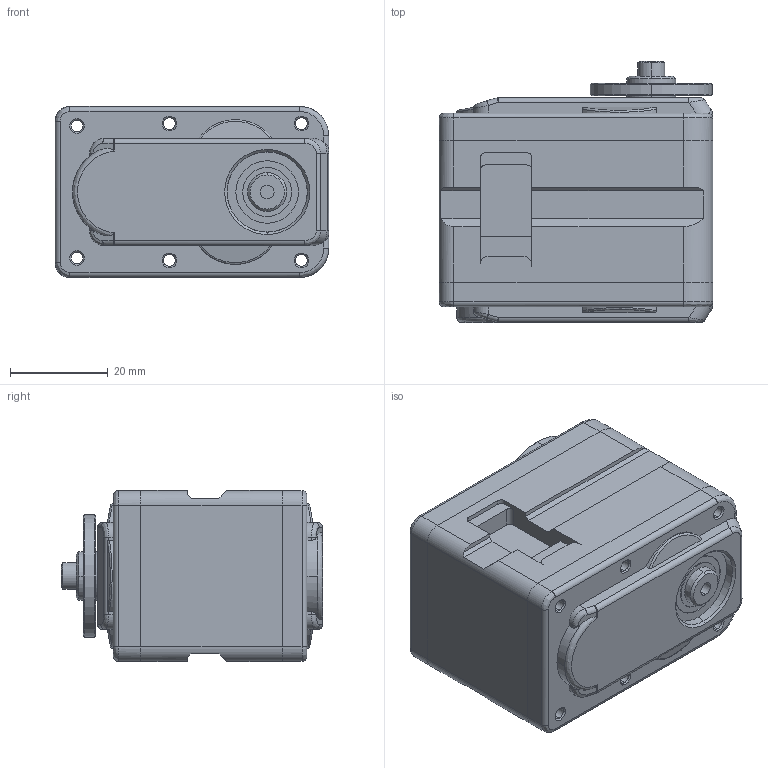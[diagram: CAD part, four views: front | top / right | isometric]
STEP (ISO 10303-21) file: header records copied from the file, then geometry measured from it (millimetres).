
FILE_DESCRIPTION (( 'STEP AP214' ), '1' );
FILE_NAME ('DSR-060X.step', '2015-02-11T17:25:11', ( 'Alexandre' ), ( '' ), 'SwSTEP 2.0', 'SolidWorks 2015', '' );
FILE_SCHEMA (( 'AUTOMOTIVE_DESIGN' ));
Length unit declared in the file: millimetre
Products named in the file (1): DSR-060X
Bounding box: 56 x 53.4 x 35 mm (x, y, z)
Volume: 80646.2 mm3; surface area: 15289.2 mm2
Topology: 3 solids, 3 shells, 366 faces, 927 edges, 579 vertices
Faces by surface type: cylinder 135, plane 110, cone 79, bspline 42
Entity records: 17180 total; most frequent: CARTESIAN_POINT 4650, ORIENTED_EDGE 1854, DIRECTION 1680, EDGE_CURVE 927, AXIS2_PLACEMENT_3D 619, VERTEX_POINT 579, VECTOR 442, LINE 442
